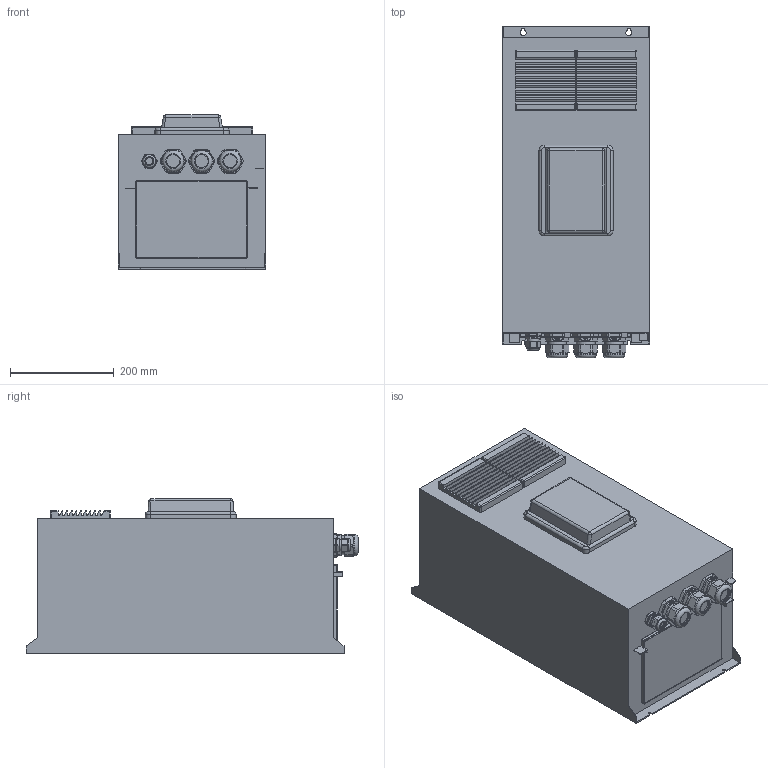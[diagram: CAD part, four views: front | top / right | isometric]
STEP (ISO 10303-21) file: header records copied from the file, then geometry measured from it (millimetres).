
FILE_DESCRIPTION(('STEP AP242'), '1');
FILE_NAME('祏瀁譇賚歑 14', '', ('UNSPECIFIED'), ('UNSPECIFIED'), 'C3D Converter', 'C3D Toolkit', '');
FILE_SCHEMA(('AP242_MANAGED_MODEL_BASED_3D_ENGINEERING_MIM_LF { 1 0 10303 442 1 1 4 }'));
Length unit declared in the file: millimetre
Products named in the file (7): VF-101-PK75-0003-A-T4-C54-B-H - VF-101-P7K5-0017-A-T4-C54-B-H; Корпус 3; Крышка; Решетка 2 116мм; Решетка снизу; YSA20-14-16-54-K41 Ñàëüíèê PG 16 äèàìåòð ïðîâîäíèêà 9-13ìì IP54 ÈÝÊ; YSA20-25-29-54-K41 Ñàëüíèê PG 29 äèàìåòð ïðîâîäíèêà 18-24ìì IP54 ÈÝÊ
Assembly tree (9 placements, depth 2):
  VF-101-PK75-0003-A-T4-C54-B-H - VF-101-P7K5-0017-A-T4-C54-B-H
    Корпус 3
    Крышка
    Решетка 2 116мм  x2
    Решетка снизу
    YSA20-14-16-54-K41 Ñàëüíèê PG 16 äèàìåòð ïðîâîäíèêà 9-13ìì IP54 ÈÝÊ
    YSA20-25-29-54-K41 Ñàëüíèê PG 29 äèàìåòð ïðîâîäíèêà 18-24ìì IP54 ÈÝÊ  x3
Bounding box: 285 x 641 x 298 mm (x, y, z)
Volume: 43502545.6 mm3; surface area: 1133508.3 mm2
Topology: 25 solids, 25 shells, 1726 faces, 4606 edges, 3040 vertices
Faces by surface type: plane 1147, bspline 273, cylinder 204, cone 86, sphere 12, torus 4
Full cylindrical faces by diameter (mm): 14 x1, 14.6 x1, 15.5 x1, 17.5 x1, 17.8 x1, 20 x1, 20.6 x1, 22 x5, 25 x4, 25.1 x3, 25.5 x3, 27 x1, 30 x3, 30.5 x3, 34.5 x3, 35.1 x3, 36 x9, 36.5 x6, 41 x3, 42 x3
Entity records: 63503 total; most frequent: CARTESIAN_POINT 38267, ORIENTED_EDGE 4796, DIRECTION 3864, EDGE_CURVE 2398, VERTEX_POINT 1598, LINE 1528, VECTOR 1528, AXIS2_PLACEMENT_3D 1168
